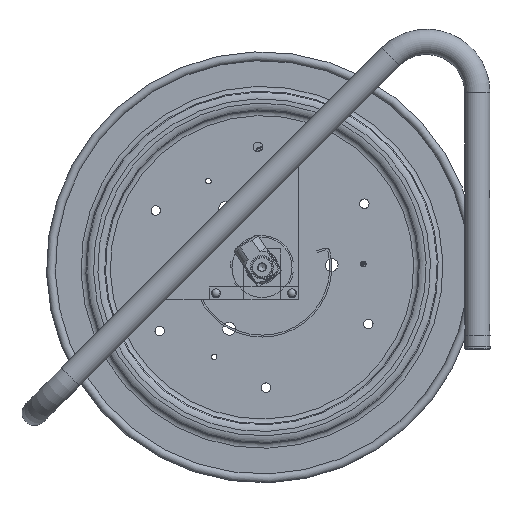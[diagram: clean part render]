
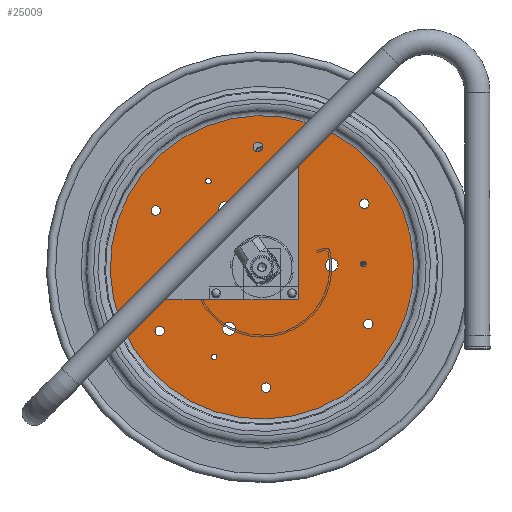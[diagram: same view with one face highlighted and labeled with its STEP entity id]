
A CAD part, left-side view. The second image highlights one B-rep face of the part: STEP entity #25009.
In plain terms, the highlighted planar face has unit normal (-1, 0, 0).
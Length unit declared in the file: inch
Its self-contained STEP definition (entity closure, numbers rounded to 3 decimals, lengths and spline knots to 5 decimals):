
#532=FACE_BOUND('',#3690,.T.);
#533=FACE_BOUND('',#3691,.T.);
#534=FACE_BOUND('',#3692,.T.);
#535=FACE_BOUND('',#3693,.T.);
#536=FACE_BOUND('',#3694,.T.);
#537=FACE_BOUND('',#3695,.T.);
#538=FACE_BOUND('',#3696,.T.);
#539=FACE_BOUND('',#3697,.T.);
#540=FACE_BOUND('',#3698,.T.);
#541=FACE_BOUND('',#3699,.T.);
#542=FACE_BOUND('',#3700,.T.);
#543=FACE_BOUND('',#3701,.T.);
#544=FACE_BOUND('',#3702,.T.);
#1735=PLANE('',#26526);
#2546=FACE_OUTER_BOUND('',#3689,.T.);
#3689=EDGE_LOOP('',(#22150,#22151));
#3690=EDGE_LOOP('',(#22152));
#3691=EDGE_LOOP('',(#22153));
#3692=EDGE_LOOP('',(#22154));
#3693=EDGE_LOOP('',(#22155));
#3694=EDGE_LOOP('',(#22156));
#3695=EDGE_LOOP('',(#22157));
#3696=EDGE_LOOP('',(#22158));
#3697=EDGE_LOOP('',(#22159));
#3698=EDGE_LOOP('',(#22160));
#3699=EDGE_LOOP('',(#22161));
#3700=EDGE_LOOP('',(#22162));
#3701=EDGE_LOOP('',(#22163));
#3702=EDGE_LOOP('',(#22164));
#4438=CIRCLE('',#26481,0.25);
#4439=CIRCLE('',#26483,0.25);
#4440=CIRCLE('',#26485,0.25);
#4441=CIRCLE('',#26487,0.1095);
#4442=CIRCLE('',#26489,0.1875);
#4443=CIRCLE('',#26491,0.1875);
#4444=CIRCLE('',#26493,0.1875);
#4445=CIRCLE('',#26495,0.1875);
#4446=CIRCLE('',#26497,0.1875);
#4447=CIRCLE('',#26499,0.1875);
#4448=CIRCLE('',#26501,0.1095);
#4449=CIRCLE('',#26503,0.1095);
#4466=CIRCLE('',#26527,5.98319);
#4467=CIRCLE('',#26528,5.98319);
#4468=CIRCLE('',#26529,0.43);
#12592=VERTEX_POINT('',#44724);
#12593=VERTEX_POINT('',#44728);
#12594=VERTEX_POINT('',#44732);
#12595=VERTEX_POINT('',#44736);
#12596=VERTEX_POINT('',#44740);
#12597=VERTEX_POINT('',#44744);
#12598=VERTEX_POINT('',#44748);
#12599=VERTEX_POINT('',#44752);
#12600=VERTEX_POINT('',#44756);
#12601=VERTEX_POINT('',#44760);
#12602=VERTEX_POINT('',#44764);
#12603=VERTEX_POINT('',#44768);
#12616=VERTEX_POINT('',#44806);
#12617=VERTEX_POINT('',#44807);
#12618=VERTEX_POINT('',#44810);
#16551=EDGE_CURVE('',#12592,#12592,#4438,.T.);
#16553=EDGE_CURVE('',#12593,#12593,#4439,.T.);
#16555=EDGE_CURVE('',#12594,#12594,#4440,.T.);
#16557=EDGE_CURVE('',#12595,#12595,#4441,.T.);
#16558=EDGE_CURVE('',#12596,#12596,#4442,.T.);
#16560=EDGE_CURVE('',#12597,#12597,#4443,.T.);
#16562=EDGE_CURVE('',#12598,#12598,#4444,.T.);
#16564=EDGE_CURVE('',#12599,#12599,#4445,.T.);
#16566=EDGE_CURVE('',#12600,#12600,#4446,.T.);
#16568=EDGE_CURVE('',#12601,#12601,#4447,.T.);
#16571=EDGE_CURVE('',#12602,#12602,#4448,.T.);
#16573=EDGE_CURVE('',#12603,#12603,#4449,.T.);
#16590=EDGE_CURVE('',#12616,#12617,#4466,.T.);
#16591=EDGE_CURVE('',#12617,#12616,#4467,.T.);
#16592=EDGE_CURVE('',#12618,#12618,#4468,.T.);
#22150=ORIENTED_EDGE('',*,*,#16590,.F.);
#22151=ORIENTED_EDGE('',*,*,#16591,.F.);
#22152=ORIENTED_EDGE('',*,*,#16592,.T.);
#22153=ORIENTED_EDGE('',*,*,#16551,.T.);
#22154=ORIENTED_EDGE('',*,*,#16553,.T.);
#22155=ORIENTED_EDGE('',*,*,#16555,.T.);
#22156=ORIENTED_EDGE('',*,*,#16557,.T.);
#22157=ORIENTED_EDGE('',*,*,#16558,.T.);
#22158=ORIENTED_EDGE('',*,*,#16560,.T.);
#22159=ORIENTED_EDGE('',*,*,#16562,.T.);
#22160=ORIENTED_EDGE('',*,*,#16564,.T.);
#22161=ORIENTED_EDGE('',*,*,#16566,.T.);
#22162=ORIENTED_EDGE('',*,*,#16568,.T.);
#22163=ORIENTED_EDGE('',*,*,#16571,.T.);
#22164=ORIENTED_EDGE('',*,*,#16573,.T.);
#25009=ADVANCED_FACE('',(#2546,#532,#533,#534,#535,#536,#537,#538,#539,
#540,#541,#542,#543,#544),#1735,.T.);
#26481=AXIS2_PLACEMENT_3D('',#44726,#31563,#31564);
#26483=AXIS2_PLACEMENT_3D('',#44730,#31568,#31569);
#26485=AXIS2_PLACEMENT_3D('',#44734,#31573,#31574);
#26487=AXIS2_PLACEMENT_3D('',#44738,#31578,#31579);
#26489=AXIS2_PLACEMENT_3D('',#44741,#31582,#31583);
#26491=AXIS2_PLACEMENT_3D('',#44745,#31587,#31588);
#26493=AXIS2_PLACEMENT_3D('',#44749,#31592,#31593);
#26495=AXIS2_PLACEMENT_3D('',#44753,#31597,#31598);
#26497=AXIS2_PLACEMENT_3D('',#44757,#31602,#31603);
#26499=AXIS2_PLACEMENT_3D('',#44761,#31607,#31608);
#26501=AXIS2_PLACEMENT_3D('',#44766,#31613,#31614);
#26503=AXIS2_PLACEMENT_3D('',#44770,#31618,#31619);
#26526=AXIS2_PLACEMENT_3D('',#44805,#31664,#31665);
#26527=AXIS2_PLACEMENT_3D('',#44808,#31666,#31667);
#26528=AXIS2_PLACEMENT_3D('',#44809,#31668,#31669);
#26529=AXIS2_PLACEMENT_3D('',#44811,#31670,#31671);
#31563=DIRECTION('center_axis',(1.,0.,0.));
#31564=DIRECTION('ref_axis',(0.,0.033,0.999));
#31568=DIRECTION('center_axis',(1.,0.,0.));
#31569=DIRECTION('ref_axis',(0.,0.033,0.999));
#31573=DIRECTION('center_axis',(1.,0.,0.));
#31574=DIRECTION('ref_axis',(0.,0.033,0.999));
#31578=DIRECTION('center_axis',(1.,0.,0.));
#31579=DIRECTION('ref_axis',(0.,0.033,0.999));
#31582=DIRECTION('center_axis',(1.,0.,0.));
#31583=DIRECTION('ref_axis',(0.,-0.033,
-0.999));
#31587=DIRECTION('center_axis',(1.,0.,0.));
#31588=DIRECTION('ref_axis',(0.,-0.882,-0.471));
#31592=DIRECTION('center_axis',(1.,0.,0.));
#31593=DIRECTION('ref_axis',(0.,-0.849,0.528));
#31597=DIRECTION('center_axis',(1.,0.,0.));
#31598=DIRECTION('ref_axis',(0.,0.033,0.999));
#31602=DIRECTION('center_axis',(1.,0.,0.));
#31603=DIRECTION('ref_axis',(0.,0.882,0.471));
#31607=DIRECTION('center_axis',(1.,0.,0.));
#31608=DIRECTION('ref_axis',(0.,0.849,-0.528));
#31613=DIRECTION('center_axis',(1.,0.,0.));
#31614=DIRECTION('ref_axis',(0.,0.849,-0.528));
#31618=DIRECTION('center_axis',(1.,0.,0.));
#31619=DIRECTION('ref_axis',(0.,-0.882,-0.471));
#31664=DIRECTION('center_axis',(-1.,0.,0.));
#31665=DIRECTION('ref_axis',(0.,-0.999,0.033));
#31666=DIRECTION('center_axis',(1.,0.,0.));
#31667=DIRECTION('ref_axis',(0.,0.033,0.999));
#31668=DIRECTION('center_axis',(1.,0.,0.));
#31669=DIRECTION('ref_axis',(0.,0.033,0.999));
#31670=DIRECTION('center_axis',(1.,0.,0.));
#31671=DIRECTION('ref_axis',(0.,0.033,0.999));
#44724=CARTESIAN_POINT('',(-6.1441,9.93543,7.82186));
#44726=CARTESIAN_POINT('Origin',(-6.1441,9.94369,8.07172));
#44728=CARTESIAN_POINT('',(-6.1441,5.73406,5.57777));
#44730=CARTESIAN_POINT('Origin',(-6.1441,5.74231,5.82763));
#44732=CARTESIAN_POINT('',(-6.1441,9.77819,3.06132));
#44734=CARTESIAN_POINT('Origin',(-6.1441,9.78644,3.31118));
#44736=CARTESIAN_POINT('',(-6.1441,4.48938,5.75945));
#44738=CARTESIAN_POINT('Origin',(-6.1441,4.49299,5.86889));
#44740=CARTESIAN_POINT('',(-6.1441,4.46403,8.43375));
#44741=CARTESIAN_POINT('Origin',(-6.1441,4.45784,8.24635));
#44744=CARTESIAN_POINT('',(-6.1441,8.81301,10.57259));
#44745=CARTESIAN_POINT('Origin',(-6.1441,8.64762,10.48425));
#44748=CARTESIAN_POINT('',(-6.1441,12.83979,7.87569));
#44749=CARTESIAN_POINT('Origin',(-6.1441,12.6806,7.97475));
#44752=CARTESIAN_POINT('',(-6.1441,12.5176,3.03994));
#44753=CARTESIAN_POINT('Origin',(-6.1441,12.52379,3.22734));
#44756=CARTESIAN_POINT('',(-6.1441,8.16862,0.90109));
#44757=CARTESIAN_POINT('Origin',(-6.1441,8.334,0.98943));
#44760=CARTESIAN_POINT('',(-6.1441,4.14183,3.598));
#44761=CARTESIAN_POINT('Origin',(-6.1441,4.30103,3.49894));
#44764=CARTESIAN_POINT('',(-6.1441,10.51111,9.19088));
#44766=CARTESIAN_POINT('Origin',(-6.1441,10.60408,9.13303));
#44768=CARTESIAN_POINT('',(-6.1441,10.47195,2.26019));
#44770=CARTESIAN_POINT('Origin',(-6.1441,10.37536,2.2086));
#44805=CARTESIAN_POINT('Origin',(-6.1441,8.58957,8.72681));
#44806=CARTESIAN_POINT('',(-6.1441,8.68834,11.71677));
#44807=CARTESIAN_POINT('',(-6.1441,2.51088,5.93437));
#44808=CARTESIAN_POINT('Origin',(-6.1441,8.49081,5.73684));
#44809=CARTESIAN_POINT('Origin',(-6.1441,8.49081,5.73684));
#44810=CARTESIAN_POINT('',(-6.1441,8.47662,5.30708));
#44811=CARTESIAN_POINT('Origin',(-6.1441,8.49081,5.73684));
